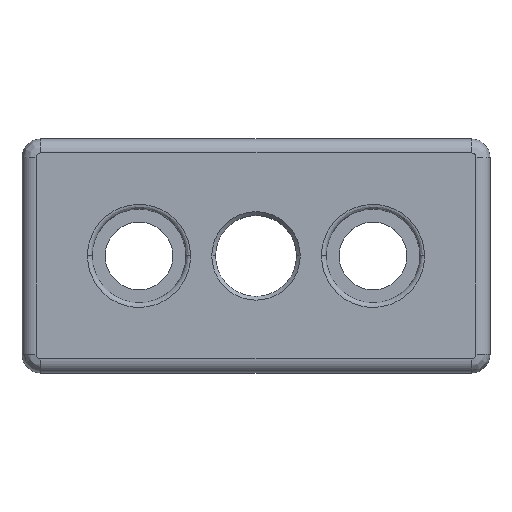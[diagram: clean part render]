
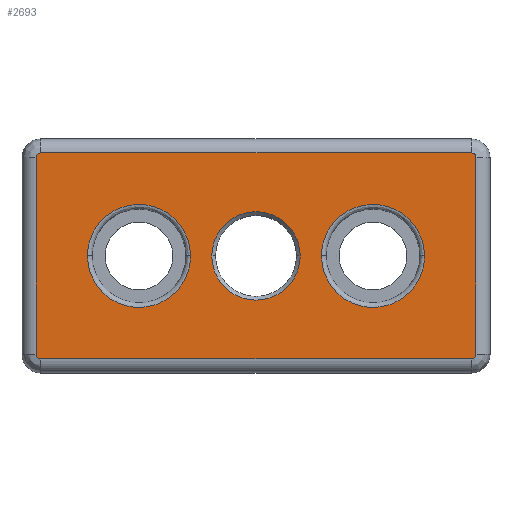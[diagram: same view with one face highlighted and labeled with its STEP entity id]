
A CAD part, top view. The second image highlights one B-rep face of the part: STEP entity #2693.
In plain terms, the highlighted planar face has unit normal (0, 0, 1).
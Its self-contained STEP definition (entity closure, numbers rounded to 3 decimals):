
#14=FACE_BOUND('',#643,.T.);
#15=FACE_BOUND('',#644,.T.);
#16=FACE_BOUND('',#645,.T.);
#28=PLANE('',#2923);
#161=LINE('',#4440,#308);
#162=LINE('',#4447,#309);
#163=LINE('',#4454,#310);
#164=LINE('',#4461,#311);
#308=VECTOR('',#3369,42.);
#309=VECTOR('',#3370,92.);
#310=VECTOR('',#3371,42.);
#311=VECTOR('',#3372,92.);
#471=FACE_OUTER_BOUND('',#642,.T.);
#642=EDGE_LOOP('',(#1758,#1759,#1760,#1761,#1762,#1763,#1764,#1765));
#643=EDGE_LOOP('',(#1766,#1767));
#644=EDGE_LOOP('',(#1768,#1769));
#645=EDGE_LOOP('',(#1770,#1771));
#856=CIRCLE('',#2896,9.45);
#873=CIRCLE('',#2924,9.45);
#1027=(
BOUNDED_CURVE()
B_SPLINE_CURVE(3,(#4023,#4024,#4025,#4026),.UNSPECIFIED.,.F.,.F.)
B_SPLINE_CURVE_WITH_KNOTS((4,4),(0.,1.),.UNSPECIFIED.)
CURVE()
GEOMETRIC_REPRESENTATION_ITEM()
RATIONAL_B_SPLINE_CURVE((1.,0.333,0.333,1.))
REPRESENTATION_ITEM('')
);
#1028=(
BOUNDED_CURVE()
B_SPLINE_CURVE(3,(#4050,#4051,#4052,#4053),.UNSPECIFIED.,.F.,.F.)
B_SPLINE_CURVE_WITH_KNOTS((4,4),(0.,1.),.UNSPECIFIED.)
CURVE()
GEOMETRIC_REPRESENTATION_ITEM()
RATIONAL_B_SPLINE_CURVE((1.,0.333,0.333,1.))
REPRESENTATION_ITEM('')
);
#1029=(
BOUNDED_CURVE()
B_SPLINE_CURVE(3,(#4442,#4443,#4444,#4445),.UNSPECIFIED.,.F.,.F.)
B_SPLINE_CURVE_WITH_KNOTS((4,4),(0.,1.),.UNSPECIFIED.)
CURVE()
GEOMETRIC_REPRESENTATION_ITEM()
RATIONAL_B_SPLINE_CURVE((1.,0.805,0.805,1.))
REPRESENTATION_ITEM('')
);
#1030=(
BOUNDED_CURVE()
B_SPLINE_CURVE(3,(#4449,#4450,#4451,#4452),.UNSPECIFIED.,.F.,.F.)
B_SPLINE_CURVE_WITH_KNOTS((4,4),(0.,1.),.UNSPECIFIED.)
CURVE()
GEOMETRIC_REPRESENTATION_ITEM()
RATIONAL_B_SPLINE_CURVE((1.,0.805,0.805,1.))
REPRESENTATION_ITEM('')
);
#1031=(
BOUNDED_CURVE()
B_SPLINE_CURVE(3,(#4456,#4457,#4458,#4459),.UNSPECIFIED.,.F.,.F.)
B_SPLINE_CURVE_WITH_KNOTS((4,4),(0.,1.),.UNSPECIFIED.)
CURVE()
GEOMETRIC_REPRESENTATION_ITEM()
RATIONAL_B_SPLINE_CURVE((1.,0.805,0.805,1.))
REPRESENTATION_ITEM('')
);
#1032=(
BOUNDED_CURVE()
B_SPLINE_CURVE(3,(#4462,#4463,#4464,#4465),.UNSPECIFIED.,.F.,.F.)
B_SPLINE_CURVE_WITH_KNOTS((4,4),(0.,1.),.UNSPECIFIED.)
CURVE()
GEOMETRIC_REPRESENTATION_ITEM()
RATIONAL_B_SPLINE_CURVE((1.,0.805,0.805,1.))
REPRESENTATION_ITEM('')
);
#1033=(
BOUNDED_CURVE()
B_SPLINE_CURVE(3,(#4466,#4467,#4468,#4469),.UNSPECIFIED.,.F.,.F.)
B_SPLINE_CURVE_WITH_KNOTS((4,4),(0.,1.),.UNSPECIFIED.)
CURVE()
GEOMETRIC_REPRESENTATION_ITEM()
RATIONAL_B_SPLINE_CURVE((1.,0.333,0.333,1.))
REPRESENTATION_ITEM('')
);
#1034=(
BOUNDED_CURVE()
B_SPLINE_CURVE(3,(#4470,#4471,#4472,#4473),.UNSPECIFIED.,.F.,.F.)
B_SPLINE_CURVE_WITH_KNOTS((4,4),(0.,1.),.UNSPECIFIED.)
CURVE()
GEOMETRIC_REPRESENTATION_ITEM()
RATIONAL_B_SPLINE_CURVE((1.,0.333,0.333,1.))
REPRESENTATION_ITEM('')
);
#1035=VERTEX_POINT('',#4021);
#1036=VERTEX_POINT('',#4022);
#1039=VERTEX_POINT('',#4048);
#1040=VERTEX_POINT('',#4049);
#1092=VERTEX_POINT('',#4355);
#1093=VERTEX_POINT('',#4357);
#1125=VERTEX_POINT('',#4438);
#1126=VERTEX_POINT('',#4439);
#1127=VERTEX_POINT('',#4441);
#1128=VERTEX_POINT('',#4446);
#1129=VERTEX_POINT('',#4448);
#1130=VERTEX_POINT('',#4453);
#1131=VERTEX_POINT('',#4455);
#1132=VERTEX_POINT('',#4460);
#1265=EDGE_CURVE('',#1035,#1036,#1027,.T.);
#1269=EDGE_CURVE('',#1039,#1040,#1028,.T.);
#1323=EDGE_CURVE('',#1092,#1093,#856,.T.);
#1361=EDGE_CURVE('',#1125,#1126,#161,.T.);
#1362=EDGE_CURVE('',#1127,#1125,#1029,.T.);
#1363=EDGE_CURVE('',#1128,#1127,#162,.T.);
#1364=EDGE_CURVE('',#1129,#1128,#1030,.T.);
#1365=EDGE_CURVE('',#1130,#1129,#163,.T.);
#1366=EDGE_CURVE('',#1131,#1130,#1031,.T.);
#1367=EDGE_CURVE('',#1132,#1131,#164,.T.);
#1368=EDGE_CURVE('',#1126,#1132,#1032,.T.);
#1369=EDGE_CURVE('',#1036,#1035,#1033,.T.);
#1370=EDGE_CURVE('',#1040,#1039,#1034,.T.);
#1371=EDGE_CURVE('',#1093,#1092,#873,.T.);
#1758=ORIENTED_EDGE('',*,*,#1361,.F.);
#1759=ORIENTED_EDGE('',*,*,#1362,.F.);
#1760=ORIENTED_EDGE('',*,*,#1363,.F.);
#1761=ORIENTED_EDGE('',*,*,#1364,.F.);
#1762=ORIENTED_EDGE('',*,*,#1365,.F.);
#1763=ORIENTED_EDGE('',*,*,#1366,.F.);
#1764=ORIENTED_EDGE('',*,*,#1367,.F.);
#1765=ORIENTED_EDGE('',*,*,#1368,.F.);
#1766=ORIENTED_EDGE('',*,*,#1265,.F.);
#1767=ORIENTED_EDGE('',*,*,#1369,.F.);
#1768=ORIENTED_EDGE('',*,*,#1269,.F.);
#1769=ORIENTED_EDGE('',*,*,#1370,.F.);
#1770=ORIENTED_EDGE('',*,*,#1371,.F.);
#1771=ORIENTED_EDGE('',*,*,#1323,.F.);
#2693=ADVANCED_FACE('',(#471,#14,#15,#16),#28,.F.);
#2896=AXIS2_PLACEMENT_3D('',#4358,#3292,#3293);
#2923=AXIS2_PLACEMENT_3D('',#4437,#3367,#3368);
#2924=AXIS2_PLACEMENT_3D('',#4474,#3373,#3374);
#3292=DIRECTION('center_axis',(0.,0.,1.));
#3293=DIRECTION('ref_axis',(1.,0.,0.));
#3367=DIRECTION('center_axis',(0.,0.,-1.));
#3368=DIRECTION('ref_axis',(0.,-1.,0.));
#3369=DIRECTION('',(0.,1.,0.));
#3370=DIRECTION('',(-1.,0.,0.));
#3371=DIRECTION('',(0.,-1.,0.));
#3372=DIRECTION('',(1.,0.,0.));
#3373=DIRECTION('center_axis',(0.,0.,1.));
#3374=DIRECTION('ref_axis',(1.,0.,0.));
#4021=CARTESIAN_POINT('',(-36.,0.,16.));
#4022=CARTESIAN_POINT('',(-14.,0.,16.));
#4023=CARTESIAN_POINT('Ctrl Pts',(-36.,0.,16.));
#4024=CARTESIAN_POINT('Ctrl Pts',(-36.,-22.,16.));
#4025=CARTESIAN_POINT('Ctrl Pts',(-14.,-22.,16.));
#4026=CARTESIAN_POINT('Ctrl Pts',(-14.,0.,16.));
#4048=CARTESIAN_POINT('',(14.,0.,16.));
#4049=CARTESIAN_POINT('',(36.,0.,16.));
#4050=CARTESIAN_POINT('Ctrl Pts',(14.,0.,16.));
#4051=CARTESIAN_POINT('Ctrl Pts',(14.,-22.,16.));
#4052=CARTESIAN_POINT('Ctrl Pts',(36.,-22.,16.));
#4053=CARTESIAN_POINT('Ctrl Pts',(36.,0.,16.));
#4355=CARTESIAN_POINT('',(-9.45,0.,16.));
#4357=CARTESIAN_POINT('',(9.45,0.,16.));
#4358=CARTESIAN_POINT('Origin',(0.,0.,16.));
#4437=CARTESIAN_POINT('Origin',(50.,-25.,16.));
#4438=CARTESIAN_POINT('',(-47.,-21.,16.));
#4439=CARTESIAN_POINT('',(-47.,21.,16.));
#4440=CARTESIAN_POINT('',(-47.,-25.,16.));
#4441=CARTESIAN_POINT('',(-46.,-22.,16.));
#4442=CARTESIAN_POINT('Ctrl Pts',(-46.,-22.,16.));
#4443=CARTESIAN_POINT('Ctrl Pts',(-46.586,-22.,16.));
#4444=CARTESIAN_POINT('Ctrl Pts',(-47.,-21.586,16.));
#4445=CARTESIAN_POINT('Ctrl Pts',(-47.,-21.,16.));
#4446=CARTESIAN_POINT('',(46.,-22.,16.));
#4447=CARTESIAN_POINT('',(50.,-22.,16.));
#4448=CARTESIAN_POINT('',(47.,-21.,16.));
#4449=CARTESIAN_POINT('Ctrl Pts',(47.,-21.,16.));
#4450=CARTESIAN_POINT('Ctrl Pts',(47.,-21.586,16.));
#4451=CARTESIAN_POINT('Ctrl Pts',(46.586,-22.,16.));
#4452=CARTESIAN_POINT('Ctrl Pts',(46.,-22.,16.));
#4453=CARTESIAN_POINT('',(47.,21.,16.));
#4454=CARTESIAN_POINT('',(47.,-25.,16.));
#4455=CARTESIAN_POINT('',(46.,22.,16.));
#4456=CARTESIAN_POINT('Ctrl Pts',(46.,22.,16.));
#4457=CARTESIAN_POINT('Ctrl Pts',(46.586,22.,16.));
#4458=CARTESIAN_POINT('Ctrl Pts',(47.,21.586,16.));
#4459=CARTESIAN_POINT('Ctrl Pts',(47.,21.,16.));
#4460=CARTESIAN_POINT('',(-46.,22.,16.));
#4461=CARTESIAN_POINT('',(50.,22.,16.));
#4462=CARTESIAN_POINT('Ctrl Pts',(-47.,21.,16.));
#4463=CARTESIAN_POINT('Ctrl Pts',(-47.,21.586,16.));
#4464=CARTESIAN_POINT('Ctrl Pts',(-46.586,22.,16.));
#4465=CARTESIAN_POINT('Ctrl Pts',(-46.,22.,16.));
#4466=CARTESIAN_POINT('Ctrl Pts',(-14.,0.,16.));
#4467=CARTESIAN_POINT('Ctrl Pts',(-14.,22.,16.));
#4468=CARTESIAN_POINT('Ctrl Pts',(-36.,22.,16.));
#4469=CARTESIAN_POINT('Ctrl Pts',(-36.,0.,16.));
#4470=CARTESIAN_POINT('Ctrl Pts',(36.,0.,16.));
#4471=CARTESIAN_POINT('Ctrl Pts',(36.,22.,16.));
#4472=CARTESIAN_POINT('Ctrl Pts',(14.,22.,16.));
#4473=CARTESIAN_POINT('Ctrl Pts',(14.,0.,16.));
#4474=CARTESIAN_POINT('Origin',(0.,0.,16.));
